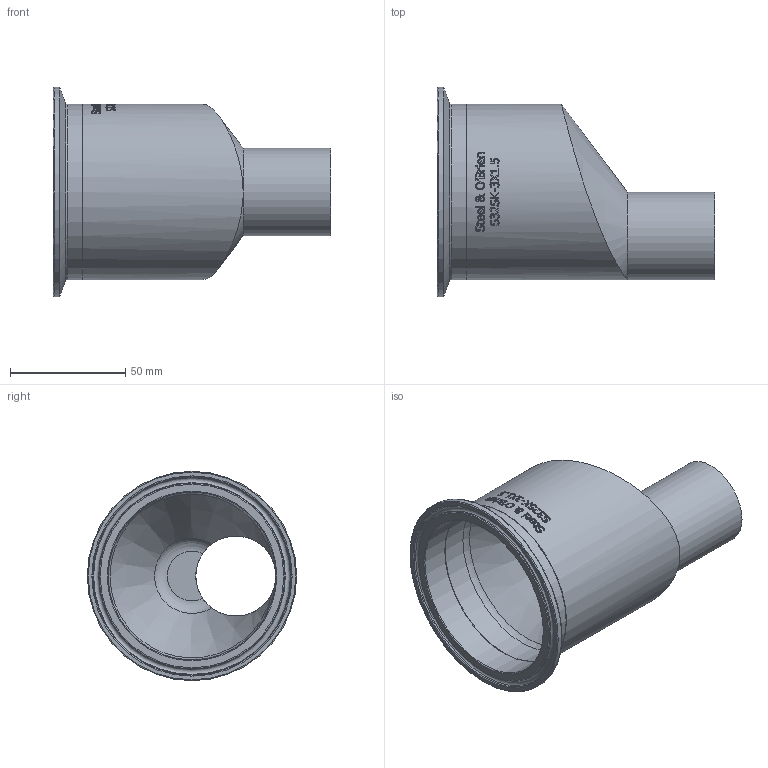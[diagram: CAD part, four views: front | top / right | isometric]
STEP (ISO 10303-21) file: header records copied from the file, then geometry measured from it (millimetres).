
FILE_DESCRIPTION(/* description */ (''),/* implementation_level */ '2;1');
FILE_NAME(/* name */ 'S32SK-3X15.stp',/* time_stamp */ '2018-11-29T13:43:43-05:00',/* author */ ('rick'),/* organization */ (''),/* preprocessor_version */ 'ST-DEVELOPER v15.2',/* originating_system */ 'Autodesk Inventor 2014',/* authorisation */ '');
FILE_SCHEMA (('AUTOMOTIVE_DESIGN { 1 0 10303 214 3 1 1 }'));
Length unit declared in the file: inch
Products named in the file (1): S32SK-3X15
Bounding box: 120.65 x 90.91 x 90.91 mm (x, y, z)
Volume: 128451 mm3; surface area: 49202.5 mm2
Topology: 1 solids, 1 shells, 435 faces, 1179 edges, 780 vertices
Faces by surface type: bspline 214, plane 163, cylinder 40, torus 13, cone 5
Full cylindrical faces by diameter (mm): 34.798 x1, 38.1 x1, 72.898 x2, 76.2 x2, 90.907 x1
Entity records: 17590 total; most frequent: CARTESIAN_POINT 7942, ORIENTED_EDGE 2310, DIRECTION 1377, EDGE_CURVE 1155, VERTEX_POINT 777, LINE 505, VECTOR 505, EDGE_LOOP 492
